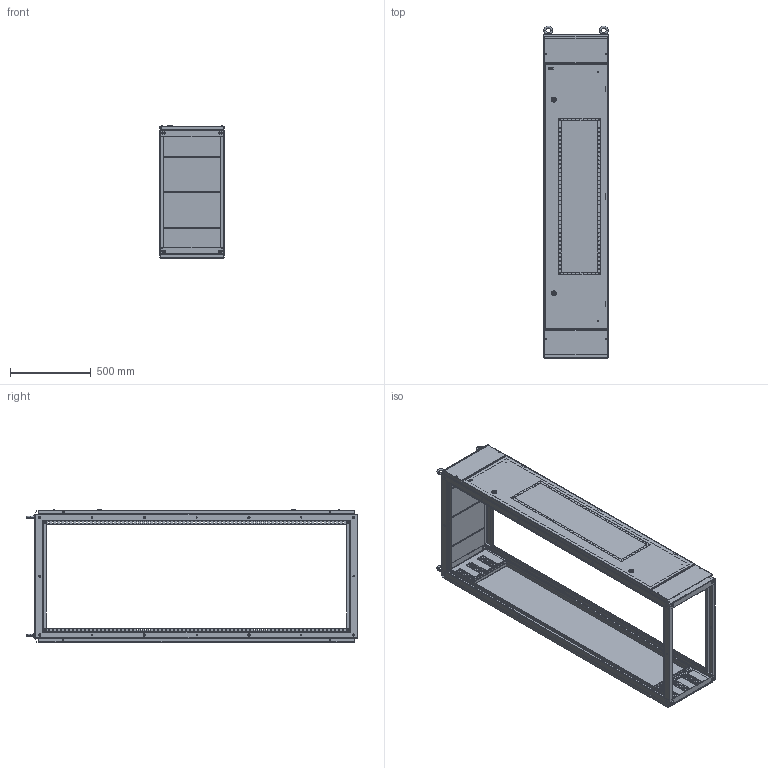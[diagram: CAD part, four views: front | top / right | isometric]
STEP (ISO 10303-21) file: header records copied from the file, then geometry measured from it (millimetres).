
FILE_DESCRIPTION (( 'STEP AP214' ), '1' );
FILE_NAME ('Êîðïóñ ìåòàëëè÷åñêèé ÃÐÙ 2000õ400õ800 IP31 ÓÕË3 SMART.STEP', '2021-01-15T14:38:10', ( '' ), ( '' ), 'SwSTEP 2.0', 'SolidWorks 2017', '' );
FILE_SCHEMA (( 'AUTOMOTIVE_DESIGN' ));
Length unit declared in the file: millimetre
Products named in the file (3): Êîðïóñ ìåòàëëè÷åñêèé ÃÐÙ 2000õ400õ800 IP31 ÓÕË3 SMART; Êàðêàñ ÃÐÙ 2000õ400õ800; Äâåðü äëÿ ÃÐÙ 2000õ400 IP31
Assembly tree (2 placements, depth 2):
  Êîðïóñ ìåòàëëè÷åñêèé ÃÐÙ 2000õ400õ800 IP31 ÓÕË3 SMART
    Êàðêàñ ÃÐÙ 2000õ400õ800
    Äâåðü äëÿ ÃÐÙ 2000õ400 IP31
Bounding box: 400.4 x 2056 x 828 mm (x, y, z)
Volume: 6736760.5 mm3; surface area: 7870720.3 mm2
Topology: 64 solids, 70 shells, 4648 faces, 12137 edges, 7753 vertices
Faces by surface type: plane 2810, cylinder 1218, cone 344, torus 130, sphere 98, bspline 48
Entity records: 147640 total; most frequent: CARTESIAN_POINT 29253, ORIENTED_EDGE 24062, DIRECTION 23500, EDGE_CURVE 12031, LINE 8148, VECTOR 8148, VERTEX_POINT 7753, AXIS2_PLACEMENT_3D 7676
